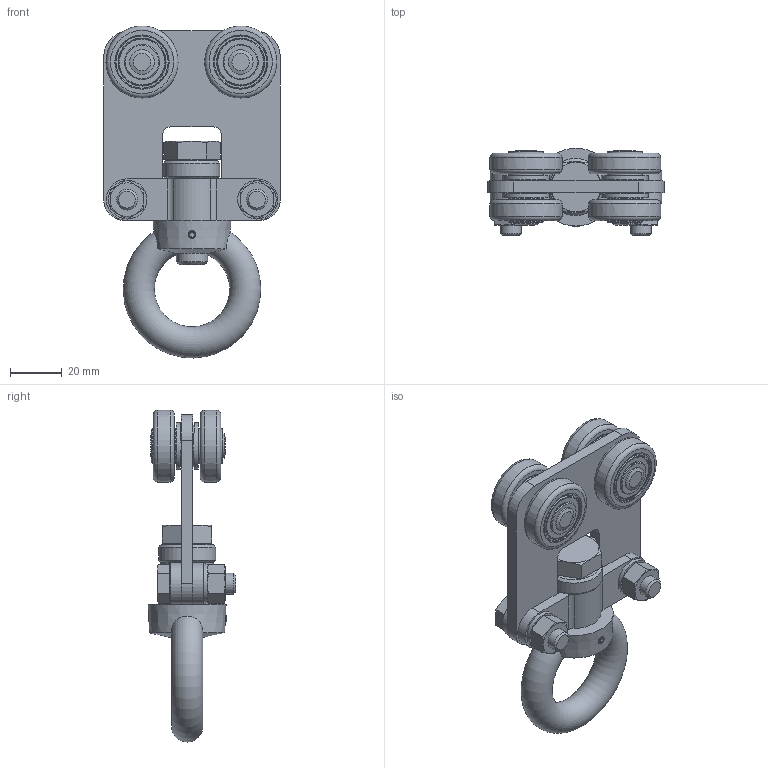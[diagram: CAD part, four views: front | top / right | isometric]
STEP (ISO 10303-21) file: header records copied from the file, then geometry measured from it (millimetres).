
FILE_DESCRIPTION(('STEP AP214'),'1');
FILE_NAME('PMH Åkvagn 324Ri.stp','2013-08-12T14:59:57',(' '),(' '),'Spatial InterOp 3D',' ',' ');
FILE_SCHEMA(('automotive_design'));
Length unit declared in the file: millimetre
Products named in the file (36): PMH Profilskena akvagn 324Ri; Part35; Part34; Part33; Part32; Part31; Part30; Part29; Part28; Part27; Part26; Part25; Part24; Part23; Part22; Part21; Part20; Part19; Part18; Part17; Part16; Part15; Part14; Part13; Part12; Part11; Part10; Part9; Part8; Part7; Part6; Part5; Part4; Part3; Part2; Part1
Assembly tree (35 placements, depth 2):
  PMH Profilskena akvagn 324Ri
    Part35
    Part34
    Part33
    Part32
    Part31
    Part30
    Part29
    Part28
    Part27
    Part26
    Part25
    Part24
    Part23
    Part22
    Part21
    Part20
    Part19
    Part18
    Part17
    Part16
    Part15
    Part14
    Part13
    Part12
    Part11
    Part10
    Part9
    Part8
    Part7
    Part6
    Part5
    Part4
    Part3
    Part2
    Part1
Bounding box: 68 x 33.75 x 127.87 mm (x, y, z)
Volume: 80704.3 mm3; surface area: 52691.2 mm2
Topology: 35 solids, 35 shells, 509 faces, 1169 edges, 765 vertices
Faces by surface type: plane 203, cylinder 123, cone 95, torus 76, bspline 12
Full cylindrical faces by diameter (mm): 3 x2, 6.647 x2, 6.98 x2, 7 x8, 8 x2, 8.5 x6, 9.5 x2, 10.106 x1, 11.63 x2, 12 x1, 12.5 x1, 13.5 x16, 16.63 x1, 18 x4, 19.6 x8, 20.5 x8, 20.9 x16, 22 x1
Entity records: 25171 total; most frequent: CARTESIAN_POINT 10289, DIRECTION 2150, ORIENTED_EDGE 1690, AXIS2_PLACEMENT_3D 952, EDGE_CURVE 845, EDGE_LOOP 828, FACE_OUTER_BOUND 672, VERTEX_POINT 655
